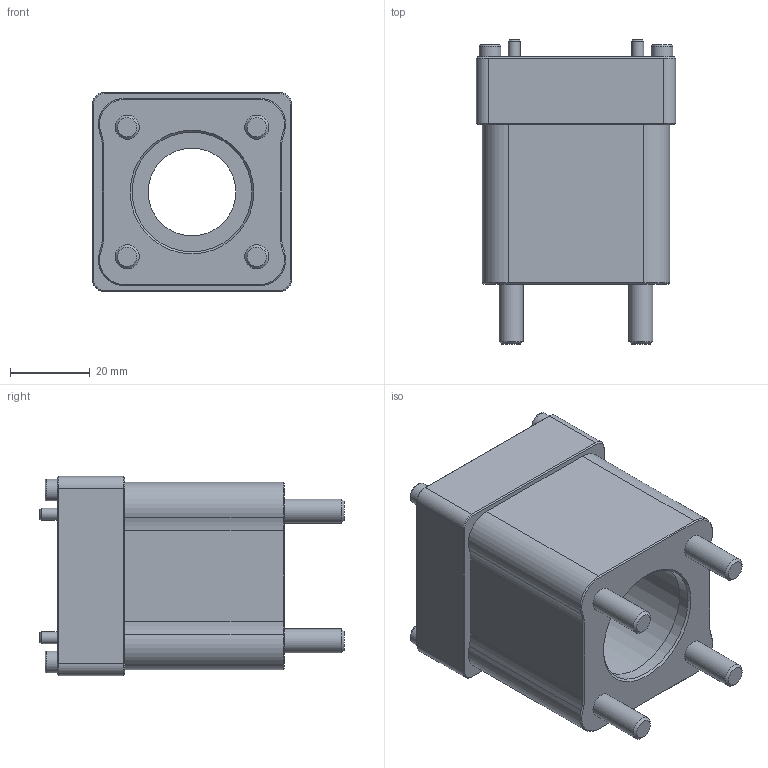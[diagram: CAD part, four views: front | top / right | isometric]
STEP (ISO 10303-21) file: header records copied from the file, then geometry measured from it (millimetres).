
FILE_DESCRIPTION(/* description */ (''),/* implementation_level */ '2;1');
FILE_NAME(/* name */ 'CAD_73443.stp',/* time_stamp */ '2016-11-11T10:58:43+01:00',/* author */ ('Hypex'),/* organization */ ('Hypex'),/* preprocessor_version */ 'ST-DEVELOPER v16.1',/* originating_system */ 'Autodesk Inventor 2016',/* authorisation */ '');
FILE_SCHEMA (('AUTOMOTIVE_DESIGN { 1 0 10303 214 3 1 1 }'));
Length unit declared in the file: millimetre
Products named in the file (1): CAD_73443
Bounding box: 50 x 76.3 x 50 mm (x, y, z)
Volume: 83485.6 mm3; surface area: 22033.5 mm2
Topology: 1 solids, 1 shells, 122 faces, 261 edges, 160 vertices
Faces by surface type: plane 65, cylinder 27, cone 26, torus 4
Full cylindrical faces by diameter (mm): 3 x4, 5.5 x4, 6 x4, 22 x1, 30 x1, 34 x1
Entity records: 3136 total; most frequent: DIRECTION 562, CARTESIAN_POINT 515, ORIENTED_EDGE 464, EDGE_CURVE 232, AXIS2_PLACEMENT_3D 207, EDGE_LOOP 172, VERTEX_POINT 160, LINE 148
